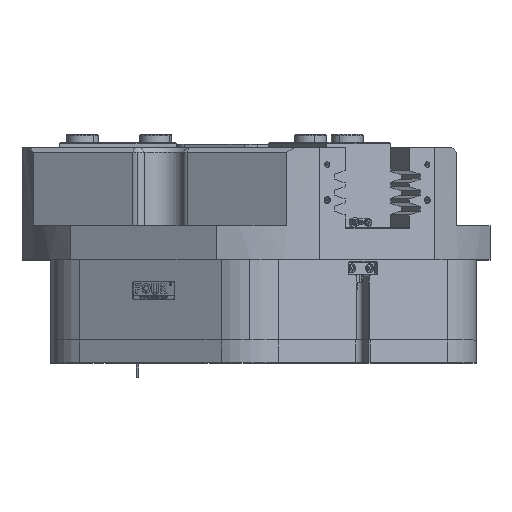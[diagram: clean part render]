
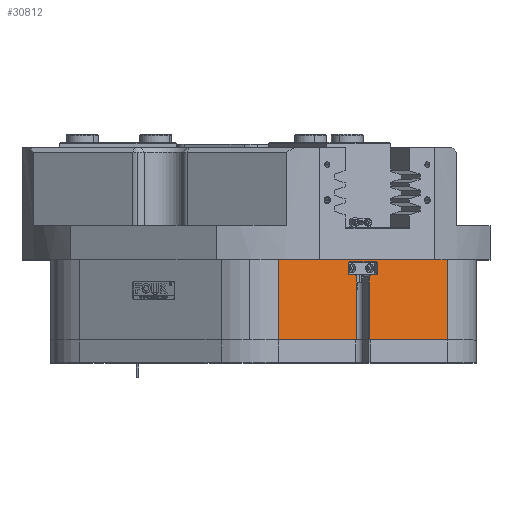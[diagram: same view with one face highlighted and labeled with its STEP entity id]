
A CAD part, top view. The second image highlights one B-rep face of the part: STEP entity #30812.
In plain terms, the highlighted planar face has unit normal (0.5, 0, 0.866).
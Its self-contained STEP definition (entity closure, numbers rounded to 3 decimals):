
#671 = ORIENTED_EDGE ( 'NONE', *, *, #33865, .T. ) ;
#865 = DIRECTION ( 'NONE',  ( 0.866, 0., -0.5 ) ) ;
#1261 = DIRECTION ( 'NONE',  ( 0., 1., 0. ) ) ;
#2168 = VECTOR ( 'NONE', #12851, 1000. ) ;
#2173 = ORIENTED_EDGE ( 'NONE', *, *, #36206, .T. ) ;
#2562 = ORIENTED_EDGE ( 'NONE', *, *, #37698, .T. ) ;
#3808 = EDGE_CURVE ( 'NONE', #39160, #44823, #22689, .T. ) ;
#3981 = VERTEX_POINT ( 'NONE', #24688 ) ;
#4265 = CARTESIAN_POINT ( 'NONE',  ( 97.928, 56.7, 153.617 ) ) ;
#4373 = VERTEX_POINT ( 'NONE', #33967 ) ;
#4673 = DIRECTION ( 'NONE',  ( -0.5, 0., -0.866 ) ) ;
#4808 = CARTESIAN_POINT ( 'NONE',  ( 364., 0., 0. ) ) ;
#5062 = CARTESIAN_POINT ( 'NONE',  ( 364., 70., 0. ) ) ;
#5382 = CARTESIAN_POINT ( 'NONE',  ( 101.825, 66., 151.367 ) ) ;
#5618 = DIRECTION ( 'NONE',  ( 0.5, 0., 0.866 ) ) ;
#5991 = ORIENTED_EDGE ( 'NONE', *, *, #3808, .T. ) ;
#6002 = ORIENTED_EDGE ( 'NONE', *, *, #40498, .T. ) ;
#6204 = AXIS2_PLACEMENT_3D ( 'NONE', #10258, #43380, #17509 ) ;
#7188 = DIRECTION ( 'NONE',  ( -0.866, 0., 0.5 ) ) ;
#8575 = CARTESIAN_POINT ( 'NONE',  ( 364., 70., 0. ) ) ;
#8806 = LINE ( 'NONE', #25656, #40417 ) ;
#8862 = CARTESIAN_POINT ( 'NONE',  ( 101.825, 68.3, 151.367 ) ) ;
#8912 = VERTEX_POINT ( 'NONE', #37133 ) ;
#9043 = CARTESIAN_POINT ( 'NONE',  ( 17., 70., 200.341 ) ) ;
#9427 = FACE_OUTER_BOUND ( 'NONE', #22395, .T. ) ;
#9455 = EDGE_CURVE ( 'NONE', #13656, #10719, #16496, .T. ) ;
#9489 = CARTESIAN_POINT ( 'NONE',  ( 80.175, 56.7, 163.867 ) ) ;
#10139 = ORIENTED_EDGE ( 'NONE', *, *, #29792, .T. ) ;
#10258 = CARTESIAN_POINT ( 'NONE',  ( 80.175, 59., 163.867 ) ) ;
#10719 = VERTEX_POINT ( 'NONE', #27445 ) ;
#10743 = ORIENTED_EDGE ( 'NONE', *, *, #40704, .T. ) ;
#11214 = CARTESIAN_POINT ( 'NONE',  ( 85.544, 0., 160.767 ) ) ;
#11228 = DIRECTION ( 'NONE',  ( 0., -1., 0. ) ) ;
#12319 = DIRECTION ( 'NONE',  ( -0.866, 0., 0.5 ) ) ;
#12332 = LINE ( 'NONE', #24665, #31621 ) ;
#12851 = DIRECTION ( 'NONE',  ( 0., -1., 0. ) ) ;
#12872 = VECTOR ( 'NONE', #11228, 1000. ) ;
#12903 = DIRECTION ( 'NONE',  ( -0.5, 0., -0.866 ) ) ;
#12990 = VECTOR ( 'NONE', #22038, 1000. ) ;
#13293 = EDGE_CURVE ( 'NONE', #8912, #35380, #20605, .T. ) ;
#13540 = VECTOR ( 'NONE', #1261, 1000. ) ;
#13656 = VERTEX_POINT ( 'NONE', #20989 ) ;
#14090 = AXIS2_PLACEMENT_3D ( 'NONE', #31042, #5618, #27173 ) ;
#14688 = ORIENTED_EDGE ( 'NONE', *, *, #45614, .T. ) ;
#14728 = VECTOR ( 'NONE', #39632, 1000. ) ;
#14826 = VECTOR ( 'NONE', #41114, 1000. ) ;
#15076 = CARTESIAN_POINT ( 'NONE',  ( 165., 70., 114.893 ) ) ;
#15286 = ORIENTED_EDGE ( 'NONE', *, *, #9455, .T. ) ;
#16195 = LINE ( 'NONE', #17959, #38600 ) ;
#16496 = CIRCLE ( 'NONE', #28370, 1.7 ) ;
#16782 = VERTEX_POINT ( 'NONE', #9043 ) ;
#17509 = DIRECTION ( 'NONE',  ( 0.866, 0., -0.5 ) ) ;
#17574 = LINE ( 'NONE', #19577, #13540 ) ;
#17959 = CARTESIAN_POINT ( 'NONE',  ( 103.817, 59., 150.217 ) ) ;
#18381 = CARTESIAN_POINT ( 'NONE',  ( 101.825, 56.7, 151.367 ) ) ;
#19161 = EDGE_CURVE ( 'NONE', #26077, #40951, #26816, .T. ) ;
#19483 = DIRECTION ( 'NONE',  ( -0.866, 0., 0.5 ) ) ;
#19577 = CARTESIAN_POINT ( 'NONE',  ( 78.183, 66., 165.017 ) ) ;
#20267 = VERTEX_POINT ( 'NONE', #33712 ) ;
#20448 = VECTOR ( 'NONE', #46287, 1000. ) ;
#20605 = LINE ( 'NONE', #15076, #14826 ) ;
#20725 = EDGE_CURVE ( 'NONE', #20267, #44915, #32439, .T. ) ;
#20989 = CARTESIAN_POINT ( 'NONE',  ( 85.544, 55., 160.767 ) ) ;
#21258 = EDGE_CURVE ( 'NONE', #34709, #4373, #8806, .T. ) ;
#21724 = CARTESIAN_POINT ( 'NONE',  ( 97.928, 56.7, 153.617 ) ) ;
#22038 = DIRECTION ( 'NONE',  ( -0.866, 0., 0.5 ) ) ;
#22332 = LINE ( 'NONE', #4808, #23495 ) ;
#22395 = EDGE_LOOP ( 'NONE', ( #36192, #671, #15286, #6002, #10743, #2173, #42376, #2562, #33562, #44466, #5991, #29578, #10139, #35317, #33305, #44611, #42931, #14688 ) ) ;
#22689 = CIRCLE ( 'NONE', #33442, 2.3 ) ;
#22742 = CARTESIAN_POINT ( 'NONE',  ( 84.072, 55., 161.617 ) ) ;
#22745 = EDGE_CURVE ( 'NONE', #40951, #39160, #16195, .T. ) ;
#22782 = LINE ( 'NONE', #21724, #12990 ) ;
#22856 = LINE ( 'NONE', #31217, #2168 ) ;
#23057 = DIRECTION ( 'NONE',  ( 0.5, 0., 0.866 ) ) ;
#23495 = VECTOR ( 'NONE', #12319, 1000. ) ;
#23777 = VERTEX_POINT ( 'NONE', #38985 ) ;
#24665 = CARTESIAN_POINT ( 'NONE',  ( 85.544, 55., 160.767 ) ) ;
#24688 = CARTESIAN_POINT ( 'NONE',  ( 80.175, 56.7, 163.867 ) ) ;
#25060 = LINE ( 'NONE', #42387, #14728 ) ;
#25656 = CARTESIAN_POINT ( 'NONE',  ( 364., 0., 0. ) ) ;
#26077 = VERTEX_POINT ( 'NONE', #8862 ) ;
#26682 = CARTESIAN_POINT ( 'NONE',  ( 80.175, 66., 163.867 ) ) ;
#26816 = CIRCLE ( 'NONE', #28620, 2.3 ) ;
#27173 = DIRECTION ( 'NONE',  ( 0.866, 0., -0.5 ) ) ;
#27228 = AXIS2_PLACEMENT_3D ( 'NONE', #5062, #30780, #865 ) ;
#27445 = CARTESIAN_POINT ( 'NONE',  ( 84.072, 56.7, 161.617 ) ) ;
#27838 = CARTESIAN_POINT ( 'NONE',  ( 78.183, 66., 165.017 ) ) ;
#28370 = AXIS2_PLACEMENT_3D ( 'NONE', #22742, #23057, #44437 ) ;
#28620 = AXIS2_PLACEMENT_3D ( 'NONE', #5382, #12903, #31111 ) ;
#28988 = CARTESIAN_POINT ( 'NONE',  ( 96.456, 0., 154.467 ) ) ;
#29578 = ORIENTED_EDGE ( 'NONE', *, *, #40145, .T. ) ;
#29792 = EDGE_CURVE ( 'NONE', #30628, #20267, #40536, .T. ) ;
#30229 = LINE ( 'NONE', #9489, #20448 ) ;
#30395 = DIRECTION ( 'NONE',  ( 0.866, 0., -0.5 ) ) ;
#30509 = DIRECTION ( 'NONE',  ( -0.5, 0., -0.866 ) ) ;
#30628 = VERTEX_POINT ( 'NONE', #4265 ) ;
#30780 = DIRECTION ( 'NONE',  ( 0.5, 0., 0.866 ) ) ;
#30812 = ADVANCED_FACE ( 'NONE', ( #9427 ), #44889, .T. ) ;
#31042 = CARTESIAN_POINT ( 'NONE',  ( 97.928, 55., 153.617 ) ) ;
#31111 = DIRECTION ( 'NONE',  ( 0.866, 0., -0.5 ) ) ;
#31217 = CARTESIAN_POINT ( 'NONE',  ( 17., 70., 200.341 ) ) ;
#31478 = CARTESIAN_POINT ( 'NONE',  ( 103.817, 59., 150.217 ) ) ;
#31621 = VECTOR ( 'NONE', #35608, 1000. ) ;
#31707 = EDGE_CURVE ( 'NONE', #38663, #43733, #43263, .T. ) ;
#31927 = CIRCLE ( 'NONE', #6204, 2.3 ) ;
#32439 = LINE ( 'NONE', #36838, #12872 ) ;
#33235 = EDGE_CURVE ( 'NONE', #35380, #16782, #33955, .T. ) ;
#33305 = ORIENTED_EDGE ( 'NONE', *, *, #34753, .F. ) ;
#33442 = AXIS2_PLACEMENT_3D ( 'NONE', #38062, #30509, #37908 ) ;
#33562 = ORIENTED_EDGE ( 'NONE', *, *, #19161, .T. ) ;
#33712 = CARTESIAN_POINT ( 'NONE',  ( 96.456, 55., 154.467 ) ) ;
#33865 = EDGE_CURVE ( 'NONE', #34709, #13656, #12332, .T. ) ;
#33955 = LINE ( 'NONE', #8575, #34515 ) ;
#33967 = CARTESIAN_POINT ( 'NONE',  ( 17., 0., 200.341 ) ) ;
#34491 = CARTESIAN_POINT ( 'NONE',  ( 165., 70., 114.893 ) ) ;
#34515 = VECTOR ( 'NONE', #19483, 1000. ) ;
#34709 = VERTEX_POINT ( 'NONE', #11214 ) ;
#34753 = EDGE_CURVE ( 'NONE', #8912, #44915, #22332, .T. ) ;
#35317 = ORIENTED_EDGE ( 'NONE', *, *, #20725, .T. ) ;
#35380 = VERTEX_POINT ( 'NONE', #34491 ) ;
#35608 = DIRECTION ( 'NONE',  ( 0., 1., 0. ) ) ;
#36192 = ORIENTED_EDGE ( 'NONE', *, *, #21258, .F. ) ;
#36206 = EDGE_CURVE ( 'NONE', #23777, #38663, #17574, .T. ) ;
#36838 = CARTESIAN_POINT ( 'NONE',  ( 96.456, 0., 154.467 ) ) ;
#37133 = CARTESIAN_POINT ( 'NONE',  ( 165., 0., 114.893 ) ) ;
#37676 = CARTESIAN_POINT ( 'NONE',  ( 80.175, 68.3, 163.867 ) ) ;
#37698 = EDGE_CURVE ( 'NONE', #43733, #26077, #25060, .T. ) ;
#37908 = DIRECTION ( 'NONE',  ( 0.866, 0., -0.5 ) ) ;
#38062 = CARTESIAN_POINT ( 'NONE',  ( 101.825, 59., 151.367 ) ) ;
#38600 = VECTOR ( 'NONE', #47201, 1000. ) ;
#38663 = VERTEX_POINT ( 'NONE', #27838 ) ;
#38985 = CARTESIAN_POINT ( 'NONE',  ( 78.183, 59., 165.017 ) ) ;
#39160 = VERTEX_POINT ( 'NONE', #31478 ) ;
#39632 = DIRECTION ( 'NONE',  ( 0.866, 0., -0.5 ) ) ;
#40145 = EDGE_CURVE ( 'NONE', #44823, #30628, #22782, .T. ) ;
#40417 = VECTOR ( 'NONE', #7188, 1000. ) ;
#40498 = EDGE_CURVE ( 'NONE', #10719, #3981, #30229, .T. ) ;
#40536 = CIRCLE ( 'NONE', #14090, 1.7 ) ;
#40704 = EDGE_CURVE ( 'NONE', #3981, #23777, #31927, .T. ) ;
#40951 = VERTEX_POINT ( 'NONE', #43432 ) ;
#41114 = DIRECTION ( 'NONE',  ( 0., 1., 0. ) ) ;
#42376 = ORIENTED_EDGE ( 'NONE', *, *, #31707, .T. ) ;
#42387 = CARTESIAN_POINT ( 'NONE',  ( 364., 68.3, 0. ) ) ;
#42502 = AXIS2_PLACEMENT_3D ( 'NONE', #26682, #4673, #30395 ) ;
#42931 = ORIENTED_EDGE ( 'NONE', *, *, #33235, .T. ) ;
#43263 = CIRCLE ( 'NONE', #42502, 2.3 ) ;
#43380 = DIRECTION ( 'NONE',  ( -0.5, 0., -0.866 ) ) ;
#43432 = CARTESIAN_POINT ( 'NONE',  ( 103.817, 66., 150.217 ) ) ;
#43733 = VERTEX_POINT ( 'NONE', #37676 ) ;
#44437 = DIRECTION ( 'NONE',  ( 0.866, 0., -0.5 ) ) ;
#44466 = ORIENTED_EDGE ( 'NONE', *, *, #22745, .T. ) ;
#44611 = ORIENTED_EDGE ( 'NONE', *, *, #13293, .T. ) ;
#44823 = VERTEX_POINT ( 'NONE', #18381 ) ;
#44889 = PLANE ( 'NONE',  #27228 ) ;
#44915 = VERTEX_POINT ( 'NONE', #28988 ) ;
#45614 = EDGE_CURVE ( 'NONE', #16782, #4373, #22856, .T. ) ;
#46287 = DIRECTION ( 'NONE',  ( -0.866, 0., 0.5 ) ) ;
#47201 = DIRECTION ( 'NONE',  ( 0., -1., 0. ) ) ;
